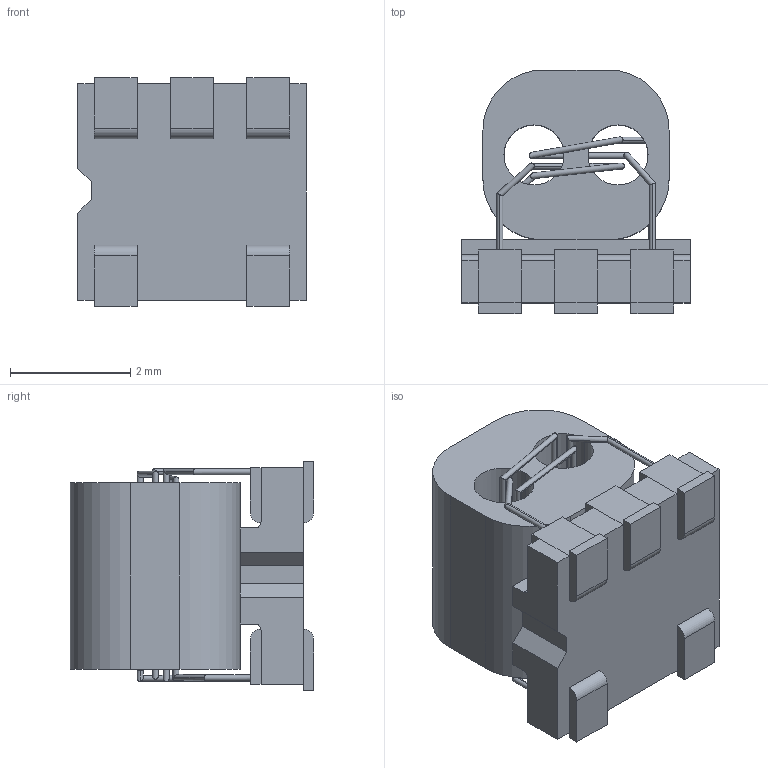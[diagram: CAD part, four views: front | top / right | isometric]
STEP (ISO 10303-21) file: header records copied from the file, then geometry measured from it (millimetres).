
FILE_DESCRIPTION (( 'STEP AP214' ), '1' );
FILE_NAME ('TC1-1-13M+.STEP', '2022-02-10T08:23:47', ( '' ), ( '' ), 'SwSTEP 2.0', 'SolidWorks 2018', '' );
FILE_SCHEMA (( 'AUTOMOTIVE_DESIGN' ));
Length unit declared in the file: millimetre
Products named in the file (1): TC1-1-13M+
Bounding box: 3.81 x 4.06 x 3.81 mm (x, y, z)
Volume: 32.8 mm3; surface area: 118 mm2
Topology: 1 solids, 1 shells, 145 faces, 397 edges, 254 vertices
Faces by surface type: plane 87, cylinder 58
Entity records: 5920 total; most frequent: CARTESIAN_POINT 965, ORIENTED_EDGE 794, DIRECTION 695, EDGE_CURVE 397, LINE 279, VECTOR 279, VERTEX_POINT 254, AXIS2_PLACEMENT_3D 208
